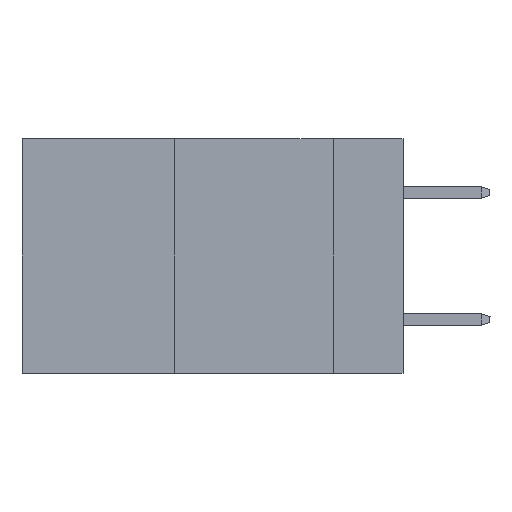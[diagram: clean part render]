
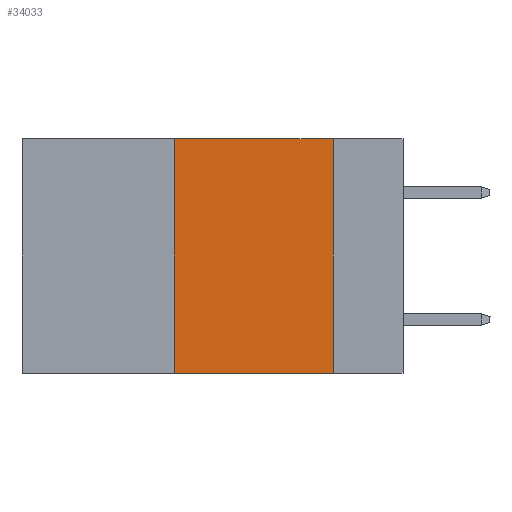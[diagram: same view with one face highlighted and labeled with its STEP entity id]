
A CAD part, left-side view. The second image highlights one B-rep face of the part: STEP entity #34033.
In plain terms, the highlighted planar face has unit normal (-1, 0, 0).
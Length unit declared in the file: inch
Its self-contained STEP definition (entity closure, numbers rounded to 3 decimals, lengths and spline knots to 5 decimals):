
#522 = CARTESIAN_POINT ( 'NONE',  ( 0., 0.11, 0. ) ) ;
#1697 = CARTESIAN_POINT ( 'NONE',  ( 0., 0.11, -0.37 ) ) ;
#2019 = ORIENTED_EDGE ( 'NONE', *, *, #4264, .F. ) ;
#2812 = VECTOR ( 'NONE', #35592, 39.37008 ) ;
#3675 = VECTOR ( 'NONE', #9060, 39.37008 ) ;
#3998 = EDGE_CURVE ( 'NONE', #11238, #28380, #13128, .T. ) ;
#4264 = EDGE_CURVE ( 'NONE', #11122, #28380, #29517, .T. ) ;
#4796 = PLANE ( 'NONE',  #22537 ) ;
#5815 = VECTOR ( 'NONE', #36181, 39.37008 ) ;
#6317 = EDGE_CURVE ( 'NONE', #11238, #26593, #33576, .T. ) ;
#6667 = CARTESIAN_POINT ( 'NONE',  ( 0., 0.36, -0.37 ) ) ;
#8417 = ORIENTED_EDGE ( 'NONE', *, *, #3998, .T. ) ;
#8911 = CARTESIAN_POINT ( 'NONE',  ( 0., 0.36, 0. ) ) ;
#9060 = DIRECTION ( 'NONE',  ( 0., -1., 0. ) ) ;
#10530 = DIRECTION ( 'NONE',  ( 1., 0., 0. ) ) ;
#11122 = VERTEX_POINT ( 'NONE', #34321 ) ;
#11238 = VERTEX_POINT ( 'NONE', #6667 ) ;
#12254 = LINE ( 'NONE', #15669, #3675 ) ;
#12679 = EDGE_CURVE ( 'NONE', #26593, #11122, #12254, .T. ) ;
#13128 = LINE ( 'NONE', #27634, #5815 ) ;
#15669 = CARTESIAN_POINT ( 'NONE',  ( 0., 0.6, 0. ) ) ;
#16235 = FACE_OUTER_BOUND ( 'NONE', #35067, .T. ) ;
#19222 = VECTOR ( 'NONE', #28045, 39.37008 ) ;
#21948 = CARTESIAN_POINT ( 'NONE',  ( 0., 0.36, 0. ) ) ;
#21980 = DIRECTION ( 'NONE',  ( 0., 0., -1. ) ) ;
#22537 = AXIS2_PLACEMENT_3D ( 'NONE', #25059, #10530, #21980 ) ;
#25059 = CARTESIAN_POINT ( 'NONE',  ( 0., 0.6, 0. ) ) ;
#26593 = VERTEX_POINT ( 'NONE', #8911 ) ;
#27634 = CARTESIAN_POINT ( 'NONE',  ( 0., 0.6, -0.37 ) ) ;
#28045 = DIRECTION ( 'NONE',  ( 0., 0., 1. ) ) ;
#28380 = VERTEX_POINT ( 'NONE', #1697 ) ;
#29517 = LINE ( 'NONE', #522, #2812 ) ;
#30282 = ORIENTED_EDGE ( 'NONE', *, *, #12679, .F. ) ;
#33467 = ORIENTED_EDGE ( 'NONE', *, *, #6317, .F. ) ;
#33576 = LINE ( 'NONE', #21948, #19222 ) ;
#34033 = ADVANCED_FACE ( 'NONE', ( #16235 ), #4796, .F. ) ;
#34321 = CARTESIAN_POINT ( 'NONE',  ( 0., 0.11, 0. ) ) ;
#35067 = EDGE_LOOP ( 'NONE', ( #2019, #30282, #33467, #8417 ) ) ;
#35592 = DIRECTION ( 'NONE',  ( 0., 0., -1. ) ) ;
#36181 = DIRECTION ( 'NONE',  ( 0., -1., 0. ) ) ;
